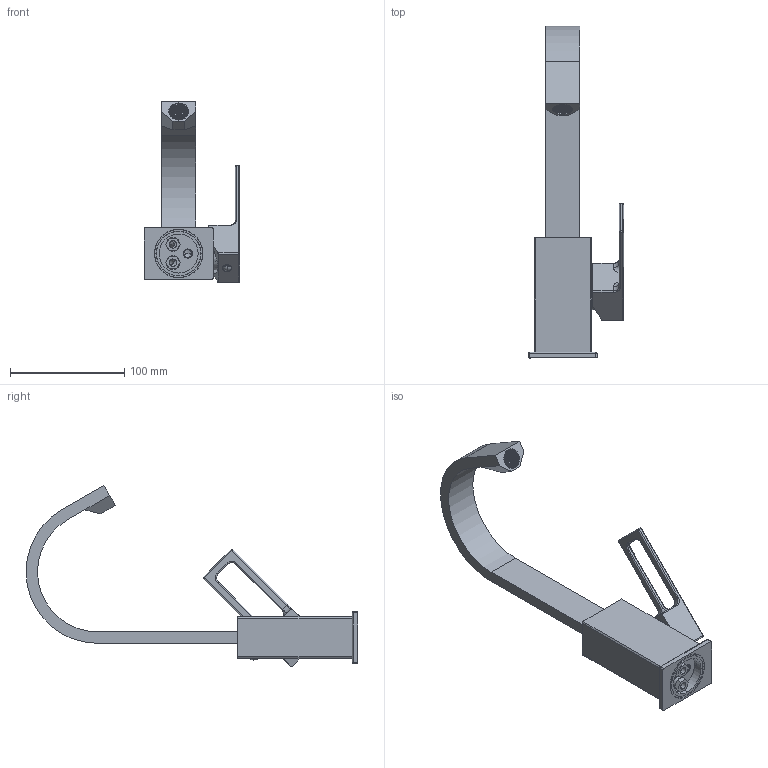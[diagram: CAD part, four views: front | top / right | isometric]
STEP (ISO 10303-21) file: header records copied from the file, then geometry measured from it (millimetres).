
FILE_DESCRIPTION((''),'2;1');
FILE_NAME('EF878CR','2021-01-14T11:04:46',('ut3'),('PAFFONI SpA'),'CREO PARAMETRIC BY PTC INC, 2020044','CREO PARAMETRIC BY PTC INC, 2020044','');
FILE_SCHEMA(('CONFIG_CONTROL_DESIGN','SHAPE_APPEARANCE_LAYERS_GROUPS'));
Length unit declared in the file: millimetre
Products named in the file (1): EF878CR
Bounding box: 83.28 x 290 x 158.07 mm (x, y, z)
Volume: 221839.6 mm3; surface area: 102119.5 mm2
Topology: 4 solids, 4 shells, 2641 faces, 7097 edges, 4509 vertices
Faces by surface type: plane 1873, cylinder 500, cone 99, bspline 91, torus 64, sphere 14
Entity records: 120746 total; most frequent: CARTESIAN_POINT 42290, ORIENTED_EDGE 14146, DIRECTION 10425, EDGE_CURVE 7073, VERTEX_POINT 4509, VECTOR 3591, LINE 3591, AXIS2_PLACEMENT_3D 3417
